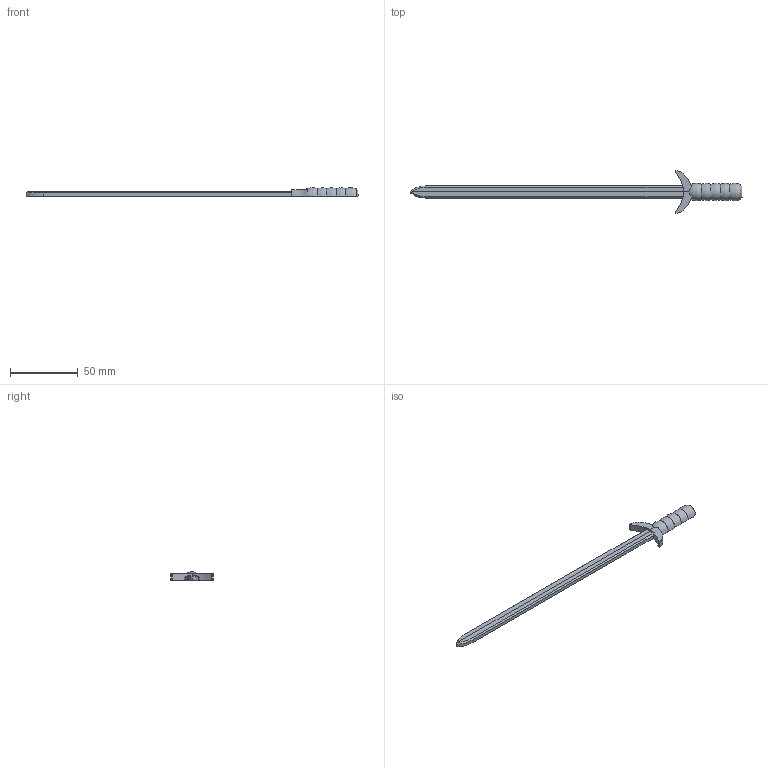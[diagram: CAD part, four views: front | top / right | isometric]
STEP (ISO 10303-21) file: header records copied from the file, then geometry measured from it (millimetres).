
FILE_DESCRIPTION(('FreeCAD Model'),'2;1');
FILE_NAME('Open CASCADE Shape Model','2025-08-18T09:27:04',(''),(''), 'Open CASCADE STEP processor 7.8','FreeCAD','Unknown');
FILE_SCHEMA(('AUTOMOTIVE_DESIGN { 1 0 10303 214 1 1 1 1 }'));
Length unit declared in the file: millimetre
Products named in the file (1): sword
Bounding box: 245.85 x 31.46 x 6.38 mm (x, y, z)
Volume: 9298.8 mm3; surface area: 6734.2 mm2
Topology: 1 solids, 1 shells, 58 faces, 150 edges, 94 vertices
Faces by surface type: plane 37, bspline 10, extrusion 6, revolution 5
Entity records: 5851 total; most frequent: CARTESIAN_POINT 3110, DIRECTION 402, ORIENTED_EDGE 300, PCURVE 300, DEFINITIONAL_REPRESENTATION 300, VECTOR 210, LINE 204, B_SPLINE_CURVE_WITH_KNOTS 178
